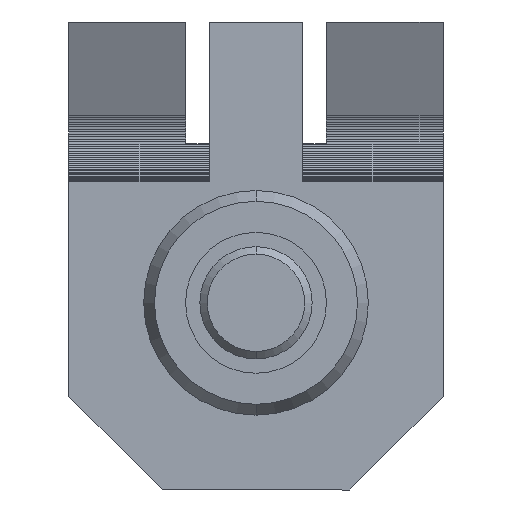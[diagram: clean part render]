
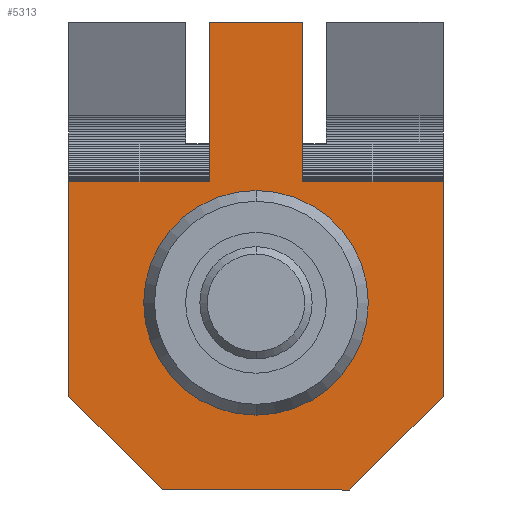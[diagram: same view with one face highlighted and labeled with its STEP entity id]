
A CAD part, front view. The second image highlights one B-rep face of the part: STEP entity #5313.
In plain terms, the highlighted planar face has unit normal (0, -1, 0).
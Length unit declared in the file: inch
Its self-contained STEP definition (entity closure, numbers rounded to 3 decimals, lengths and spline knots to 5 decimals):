
#69 = ORIENTED_EDGE ( 'NONE', *, *, #6409, .T. ) ;
#222 = EDGE_CURVE ( 'NONE', #7327, #6581, #2203, .T. ) ;
#323 = VERTEX_POINT ( 'NONE', #8748 ) ;
#363 = CARTESIAN_POINT ( 'NONE',  ( 0., 0., 0.62992 ) ) ;
#378 = DIRECTION ( 'NONE',  ( 0., 0., 1. ) ) ;
#391 = CARTESIAN_POINT ( 'NONE',  ( 0.09843, 0., 0.64961 ) ) ;
#855 = VECTOR ( 'NONE', #8373, 39.37008 ) ;
#925 = LINE ( 'NONE', #1339, #5346 ) ;
#1052 = EDGE_CURVE ( 'NONE', #6187, #6581, #1877, .T. ) ;
#1113 = VECTOR ( 'NONE', #7302, 39.37008 ) ;
#1138 = DIRECTION ( 'NONE',  ( 0., 0., -1. ) ) ;
#1339 = CARTESIAN_POINT ( 'NONE',  ( 0., 0., 0.98425 ) ) ;
#1538 = EDGE_LOOP ( 'NONE', ( #11100, #10943, #10893, #10763, #10595, #10493, #10421, #10245, #10220, #10122 ) ) ;
#1730 = EDGE_CURVE ( 'NONE', #5650, #8192, #925, .T. ) ;
#1877 = LINE ( 'NONE', #3563, #6508 ) ;
#1961 = DIRECTION ( 'NONE',  ( 0., 0., -1. ) ) ;
#2203 = LINE ( 'NONE', #8364, #855 ) ;
#2549 = EDGE_CURVE ( 'NONE', #3778, #6187, #8995, .T. ) ;
#2584 = CARTESIAN_POINT ( 'NONE',  ( 0.3937, 0., 0.19685 ) ) ;
#2871 = VERTEX_POINT ( 'NONE', #8171 ) ;
#2920 = CIRCLE ( 'NONE', #9265, 0.23622 ) ;
#3177 = EDGE_CURVE ( 'NONE', #5362, #3778, #6405, .T. ) ;
#3464 = LINE ( 'NONE', #391, #1113 ) ;
#3543 = CARTESIAN_POINT ( 'NONE',  ( 0.19685, 0., 0. ) ) ;
#3562 = DIRECTION ( 'NONE',  ( 0., 0., 1. ) ) ;
#3563 = CARTESIAN_POINT ( 'NONE',  ( -0.3937, 0., 0.19685 ) ) ;
#3602 = DIRECTION ( 'NONE',  ( 0., 1., 0. ) ) ;
#3778 = VERTEX_POINT ( 'NONE', #9706 ) ;
#4339 = VECTOR ( 'NONE', #1138, 39.37008 ) ;
#4382 = EDGE_CURVE ( 'NONE', #323, #5362, #10824, .T. ) ;
#4415 = CARTESIAN_POINT ( 'NONE',  ( 0., 0., 0.15748 ) ) ;
#5239 = DIRECTION ( 'NONE',  ( 0., 1., 0. ) ) ;
#5249 = CARTESIAN_POINT ( 'NONE',  ( 0., 0., -0.19685 ) ) ;
#5313 = ADVANCED_FACE ( 'NONE', ( #9793, #10061 ), #8567, .T. ) ;
#5346 = VECTOR ( 'NONE', #10253, 39.37008 ) ;
#5362 = VERTEX_POINT ( 'NONE', #3543 ) ;
#5500 = CARTESIAN_POINT ( 'NONE',  ( 0.3937, 0., 0.6496 ) ) ;
#5535 = CARTESIAN_POINT ( 'NONE',  ( -0.09843, 0., 0.98425 ) ) ;
#5621 = VERTEX_POINT ( 'NONE', #5500 ) ;
#5650 = VERTEX_POINT ( 'NONE', #5535 ) ;
#5794 = EDGE_CURVE ( 'NONE', #7327, #5650, #10294, .T. ) ;
#5839 = CARTESIAN_POINT ( 'NONE',  ( 0., 0., 0. ) ) ;
#5904 = DIRECTION ( 'NONE',  ( -1., 0., 0. ) ) ;
#6067 = DIRECTION ( 'NONE',  ( 0., 0., -1. ) ) ;
#6141 = CARTESIAN_POINT ( 'NONE',  ( -0.19685, 0., 0. ) ) ;
#6184 = DIRECTION ( 'NONE',  ( -0.707, 0., 0.707 ) ) ;
#6187 = VERTEX_POINT ( 'NONE', #6795 ) ;
#6269 = EDGE_CURVE ( 'NONE', #10534, #6333, #10772, .T. ) ;
#6333 = VERTEX_POINT ( 'NONE', #4415 ) ;
#6341 = CARTESIAN_POINT ( 'NONE',  ( -0.3937, 0., 0.6496 ) ) ;
#6400 = AXIS2_PLACEMENT_3D ( 'NONE', #5249, #11079, #6067 ) ;
#6405 = LINE ( 'NONE', #5839, #8659 ) ;
#6409 = EDGE_CURVE ( 'NONE', #6333, #10534, #2920, .T. ) ;
#6508 = VECTOR ( 'NONE', #3562, 39.37008 ) ;
#6581 = VERTEX_POINT ( 'NONE', #6341 ) ;
#6601 = EDGE_CURVE ( 'NONE', #5621, #323, #10776, .T. ) ;
#6708 = VECTOR ( 'NONE', #6184, 39.37008 ) ;
#6795 = CARTESIAN_POINT ( 'NONE',  ( -0.3937, 0., 0.19685 ) ) ;
#7302 = DIRECTION ( 'NONE',  ( 1., 0., 0. ) ) ;
#7327 = VERTEX_POINT ( 'NONE', #11092 ) ;
#7419 = VECTOR ( 'NONE', #1961, 39.37008 ) ;
#7499 = AXIS2_PLACEMENT_3D ( 'NONE', #10280, #5239, #11067 ) ;
#7520 = EDGE_LOOP ( 'NONE', ( #69, #11109 ) ) ;
#7725 = EDGE_CURVE ( 'NONE', #2871, #5621, #3464, .T. ) ;
#8009 = VECTOR ( 'NONE', #378, 39.37008 ) ;
#8098 = CARTESIAN_POINT ( 'NONE',  ( -0.09843, 0., 0.72835 ) ) ;
#8171 = CARTESIAN_POINT ( 'NONE',  ( 0.09843, 0., 0.64961 ) ) ;
#8192 = VERTEX_POINT ( 'NONE', #8311 ) ;
#8311 = CARTESIAN_POINT ( 'NONE',  ( 0.09843, 0., 0.98425 ) ) ;
#8364 = CARTESIAN_POINT ( 'NONE',  ( -0.09843, 0., 0.64961 ) ) ;
#8373 = DIRECTION ( 'NONE',  ( -1., 0., 0. ) ) ;
#8567 = PLANE ( 'NONE',  #6400 ) ;
#8590 = DIRECTION ( 'NONE',  ( -0.707, 0., -0.707 ) ) ;
#8659 = VECTOR ( 'NONE', #5904, 39.37008 ) ;
#8716 = CARTESIAN_POINT ( 'NONE',  ( 0., 0., 0.3937 ) ) ;
#8748 = CARTESIAN_POINT ( 'NONE',  ( 0.3937, 0., 0.19685 ) ) ;
#8896 = VECTOR ( 'NONE', #8590, 39.37008 ) ;
#8905 = CARTESIAN_POINT ( 'NONE',  ( 0.3937, 0., 0.98425 ) ) ;
#8906 = EDGE_CURVE ( 'NONE', #8192, #2871, #9461, .T. ) ;
#8995 = LINE ( 'NONE', #6141, #6708 ) ;
#9265 = AXIS2_PLACEMENT_3D ( 'NONE', #8716, #3602, #9589 ) ;
#9461 = LINE ( 'NONE', #9752, #7419 ) ;
#9589 = DIRECTION ( 'NONE',  ( 0., 0., 1. ) ) ;
#9706 = CARTESIAN_POINT ( 'NONE',  ( -0.19685, 0., 0. ) ) ;
#9752 = CARTESIAN_POINT ( 'NONE',  ( 0.09843, 0., 0.98425 ) ) ;
#9793 = FACE_BOUND ( 'NONE', #7520, .T. ) ;
#10061 = FACE_OUTER_BOUND ( 'NONE', #1538, .T. ) ;
#10122 = ORIENTED_EDGE ( 'NONE', *, *, #1730, .F. ) ;
#10220 = ORIENTED_EDGE ( 'NONE', *, *, #8906, .F. ) ;
#10245 = ORIENTED_EDGE ( 'NONE', *, *, #7725, .F. ) ;
#10253 = DIRECTION ( 'NONE',  ( 1., 0., 0. ) ) ;
#10280 = CARTESIAN_POINT ( 'NONE',  ( 0., 0., 0.3937 ) ) ;
#10294 = LINE ( 'NONE', #8098, #8009 ) ;
#10421 = ORIENTED_EDGE ( 'NONE', *, *, #6601, .F. ) ;
#10493 = ORIENTED_EDGE ( 'NONE', *, *, #4382, .F. ) ;
#10534 = VERTEX_POINT ( 'NONE', #363 ) ;
#10595 = ORIENTED_EDGE ( 'NONE', *, *, #3177, .F. ) ;
#10763 = ORIENTED_EDGE ( 'NONE', *, *, #2549, .F. ) ;
#10772 = CIRCLE ( 'NONE', #7499, 0.23622 ) ;
#10776 = LINE ( 'NONE', #8905, #4339 ) ;
#10824 = LINE ( 'NONE', #2584, #8896 ) ;
#10893 = ORIENTED_EDGE ( 'NONE', *, *, #1052, .F. ) ;
#10943 = ORIENTED_EDGE ( 'NONE', *, *, #222, .T. ) ;
#11067 = DIRECTION ( 'NONE',  ( 0., 0., 1. ) ) ;
#11079 = DIRECTION ( 'NONE',  ( 0., -1., 0. ) ) ;
#11092 = CARTESIAN_POINT ( 'NONE',  ( -0.09843, 0., 0.64961 ) ) ;
#11100 = ORIENTED_EDGE ( 'NONE', *, *, #5794, .F. ) ;
#11109 = ORIENTED_EDGE ( 'NONE', *, *, #6269, .T. ) ;
